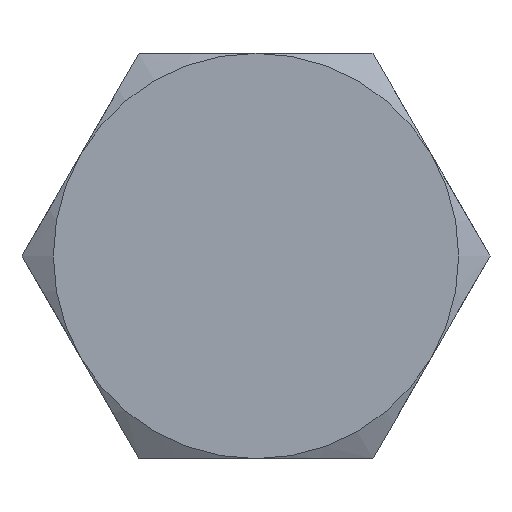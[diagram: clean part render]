
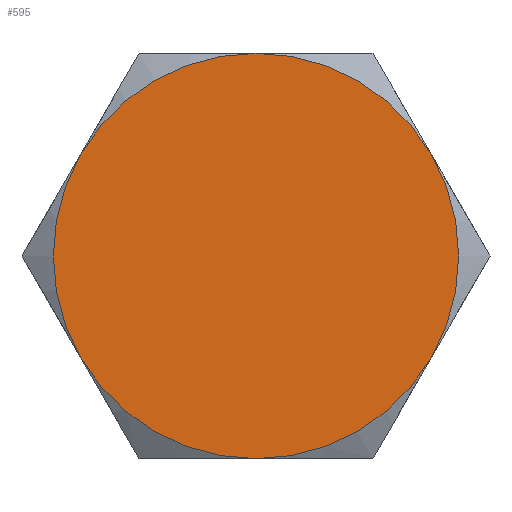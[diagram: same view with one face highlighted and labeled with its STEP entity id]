
A CAD part, left-side view. The second image highlights one B-rep face of the part: STEP entity #595.
In plain terms, the highlighted planar face has unit normal (-1, 0, 0).
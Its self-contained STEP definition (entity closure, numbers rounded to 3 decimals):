
#211=CARTESIAN_POINT('',(-5.68,5.629,3.25));
#212=VERTEX_POINT('',#211);
#226=CARTESIAN_POINT('',(-5.68,5.629,-3.25));
#227=VERTEX_POINT('',#226);
#241=CARTESIAN_POINT('',(-5.68,0.,0.0));
#242=DIRECTION('',(-1.0,0.0,0.0));
#243=DIRECTION('',(0.0,1.0,0.0));
#244=AXIS2_PLACEMENT_3D('',#241,#242,#243);
#245=CIRCLE('',#244,6.5);
#246=EDGE_CURVE('',#212,#227,#245,.T.);
#258=CARTESIAN_POINT('',(-5.68,0.,6.5));
#259=VERTEX_POINT('',#258);
#286=CARTESIAN_POINT('',(-5.68,0.,0.0));
#287=DIRECTION('',(-1.0,0.0,0.0));
#288=DIRECTION('',(0.0,1.0,0.0));
#289=AXIS2_PLACEMENT_3D('',#286,#287,#288);
#290=CIRCLE('',#289,6.5);
#291=EDGE_CURVE('',#259,#212,#290,.T.);
#303=CARTESIAN_POINT('',(-5.68,-5.629,3.25));
#304=VERTEX_POINT('',#303);
#331=CARTESIAN_POINT('',(-5.68,0.,0.0));
#332=DIRECTION('',(-1.0,0.0,0.0));
#333=DIRECTION('',(0.0,1.0,0.0));
#334=AXIS2_PLACEMENT_3D('',#331,#332,#333);
#335=CIRCLE('',#334,6.5);
#336=EDGE_CURVE('',#304,#259,#335,.T.);
#361=CARTESIAN_POINT('',(-5.68,-5.629,-3.25));
#362=VERTEX_POINT('',#361);
#363=CARTESIAN_POINT('',(-5.68,0.,0.0));
#364=DIRECTION('',(-1.0,0.0,0.0));
#365=DIRECTION('',(0.0,1.0,0.0));
#366=AXIS2_PLACEMENT_3D('',#363,#364,#365);
#367=CIRCLE('',#366,6.5);
#368=EDGE_CURVE('',#362,#304,#367,.T.);
#406=CARTESIAN_POINT('',(-5.68,0.,-6.5));
#407=VERTEX_POINT('',#406);
#408=CARTESIAN_POINT('',(-5.68,0.,0.0));
#409=DIRECTION('',(-1.0,0.0,0.0));
#410=DIRECTION('',(0.0,1.0,0.0));
#411=AXIS2_PLACEMENT_3D('',#408,#409,#410);
#412=CIRCLE('',#411,6.5);
#413=EDGE_CURVE('',#407,#362,#412,.T.);
#451=CARTESIAN_POINT('',(-5.68,0.,0.0));
#452=DIRECTION('',(-1.0,0.0,0.0));
#453=DIRECTION('',(0.0,1.0,0.0));
#454=AXIS2_PLACEMENT_3D('',#451,#452,#453);
#455=CIRCLE('',#454,6.5);
#456=EDGE_CURVE('',#227,#407,#455,.T.);
#582=CARTESIAN_POINT('',(-5.68,0.,0.));
#583=DIRECTION('',(1.0,0.0,0.0));
#584=DIRECTION('',(0.0,0.0,-1.0));
#585=AXIS2_PLACEMENT_3D('',#582,#583,#584);
#586=PLANE('',#585);
#587=ORIENTED_EDGE('',*,*,#456,.T.);
#588=ORIENTED_EDGE('',*,*,#413,.T.);
#589=ORIENTED_EDGE('',*,*,#368,.T.);
#590=ORIENTED_EDGE('',*,*,#336,.T.);
#591=ORIENTED_EDGE('',*,*,#291,.T.);
#592=ORIENTED_EDGE('',*,*,#246,.T.);
#593=EDGE_LOOP('',(#587,#588,#589,#590,#591,#592));
#594=FACE_OUTER_BOUND('',#593,.T.);
#595=ADVANCED_FACE('',(#594),#586,.F.);
